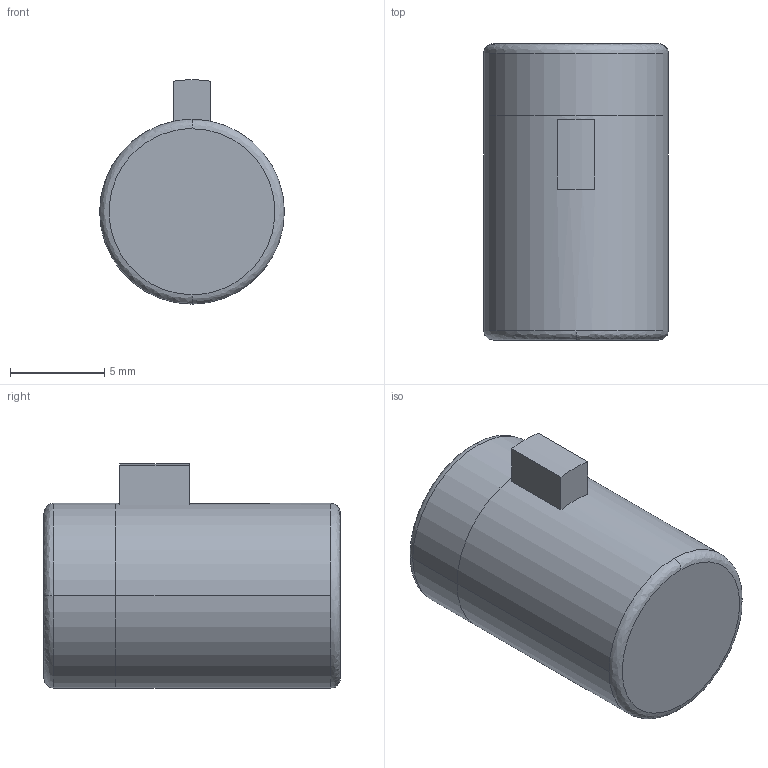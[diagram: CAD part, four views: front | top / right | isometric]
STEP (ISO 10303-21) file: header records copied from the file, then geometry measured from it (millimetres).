
FILE_DESCRIPTION (( 'STEP AP214' ), '1' );
FILE_NAME ('MS001-D.01.002SL.1.1 MS001-D¿ª¹Ø.step', '2021-08-27T10:50:58', ( '' ), ( '' ), 'SwSTEP 2.0', 'SolidWorks 2016', '' );
FILE_SCHEMA (( 'AUTOMOTIVE_DESIGN' ));
Length unit declared in the file: millimetre
Products named in the file (1): MS001-D.01.002SL.1.1 MS001-D羲壽
Bounding box: 9.8 x 15.72 x 11.89 mm (x, y, z)
Volume: 1196.4 mm3; surface area: 799.5 mm2
Topology: 2 solids, 2 shells, 43 faces, 94 edges, 58 vertices
Faces by surface type: cylinder 17, plane 14, bspline 12
Entity records: 1557 total; most frequent: CARTESIAN_POINT 616, ORIENTED_EDGE 188, DIRECTION 184, EDGE_CURVE 94, AXIS2_PLACEMENT_3D 74, VERTEX_POINT 58, EDGE_LOOP 46, ADVANCED_FACE 43
